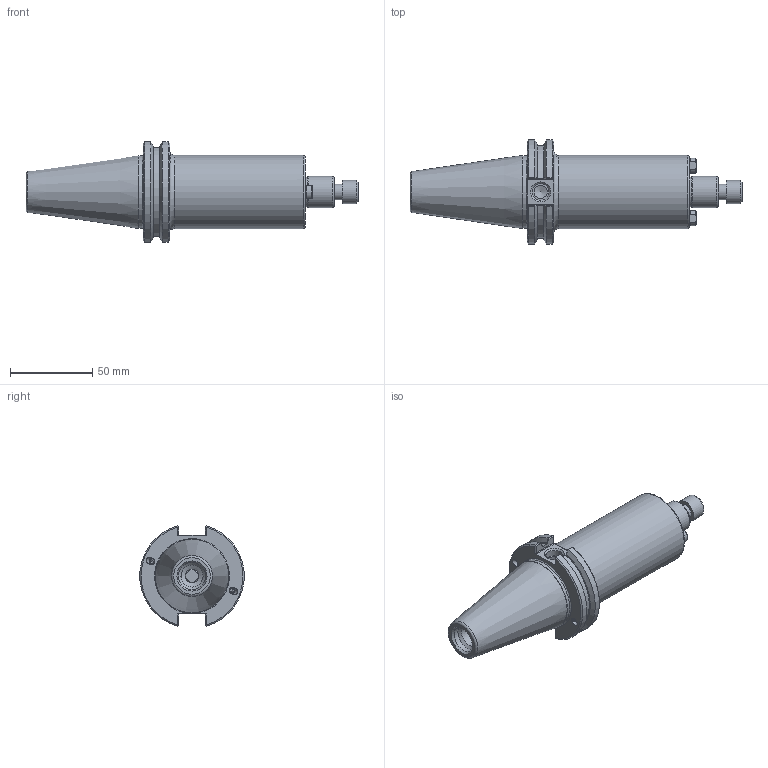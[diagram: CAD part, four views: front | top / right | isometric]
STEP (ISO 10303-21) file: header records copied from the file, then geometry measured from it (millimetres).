
FILE_DESCRIPTION(/* description */ ('SHELL MILL HOLDER'),/* implementation_level */ '2;1');
FILE_NAME(/* name */ 'C40BC-75SM400C.stp',/* time_stamp */ '2017-03-27T15:16:48-04:00',/* author */ ('davhar'),/* organization */ (''),/* preprocessor_version */ 'ST-DEVELOPER v16.1',/* originating_system */ 'Autodesk Inventor 2016',/* authorisation */ '');
FILE_SCHEMA (('AUTOMOTIVE_DESIGN { 1 0 10303 214 3 1 1 }'));
Length unit declared in the file: inch
Products named in the file (8): C40BC-75SM400C-1; 75KY; 028-192; 029-965; C40-SHANK; FORM BC-C401; 75SM-C; C40BC-75SM400C
Assembly tree (9 placements, depth 2):
  C40BC-75SM400C
    C40BC-75SM400C-1
    75KY  x2
    028-192
    029-965  x2
    C40-SHANK
    FORM BC-C401
    75SM-C
Bounding box: 201.83 x 63.26 x 61.11 mm (x, y, z)
Volume: 223673.3 mm3; surface area: 42007.1 mm2
Topology: 6 solids, 6 shells, 208 faces, 510 edges, 329 vertices
Faces by surface type: plane 82, cylinder 67, cone 43, bspline 8, torus 6, sphere 2
Full cylindrical faces by diameter (mm): 2.146 x2, 2.5 x6, 3.3 x2, 4 x4, 4.1 x2, 4.2 x2, 7.541 x2, 7.62 x2, 7.925 x2, 8 x1, 8.077 x2, 8.382 x2, 9.525 x1, 10.135 x1, 10.922 x1, 13.386 x1, 14.122 x1, 16.459 x1, 18.532 x1, 19.04 x1, 43.942 x1, 44.45 x1
Entity records: 6157 total; most frequent: CARTESIAN_POINT 2082, DIRECTION 797, ORIENTED_EDGE 714, EDGE_CURVE 357, AXIS2_PLACEMENT_3D 330, EDGE_LOOP 265, VERTEX_POINT 262, FACE_OUTER_BOUND 174
